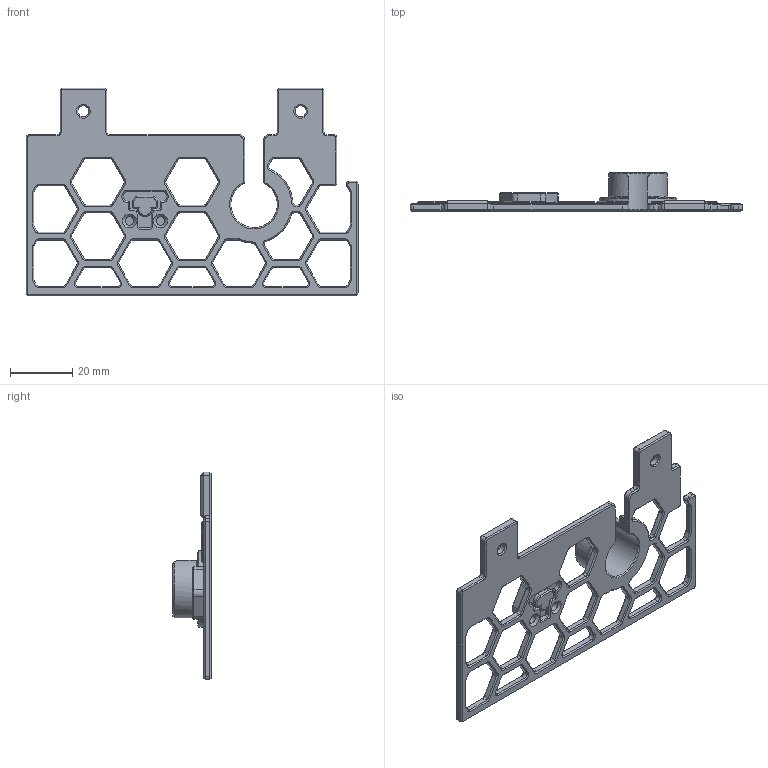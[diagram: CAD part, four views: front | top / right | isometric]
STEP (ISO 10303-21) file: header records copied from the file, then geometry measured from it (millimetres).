
FILE_DESCRIPTION(/* description */ (''),/* implementation_level */ '2;1');
FILE_NAME(/* name */ 'chamber_separator_bme280.step',/* time_stamp */ '2020-09-11T11:24:02-07:00',/* author */ (''),/* organization */ (''),/* preprocessor_version */ 'ST-DEVELOPER v18.1',/* originating_system */ 'Autodesk Translation Framework v9.3.0.1241',/* authorisation */ '');
FILE_SCHEMA (('AUTOMOTIVE_DESIGN { 1 0 10303 214 3 1 1 }'));
Length unit declared in the file: millimetre
Products named in the file (1): chamber_separator_bme280
Bounding box: 107 x 12.4 x 67 mm (x, y, z)
Volume: 10426.7 mm3; surface area: 10518.2 mm2
Topology: 2 solids, 2 shells, 905 faces, 2152 edges, 1245 vertices
Faces by surface type: plane 445, cone 285, cylinder 174, bspline 1
Full cylindrical faces by diameter (mm): 2.9 x2, 3.6 x2, 4.8 x1, 5 x1, 6 x2
Entity records: 25531 total; most frequent: DIRECTION 4548, CARTESIAN_POINT 4455, ORIENTED_EDGE 4276, EDGE_CURVE 2138, AXIS2_PLACEMENT_3D 1544, LINE 1460, VECTOR 1460, VERTEX_POINT 1245
